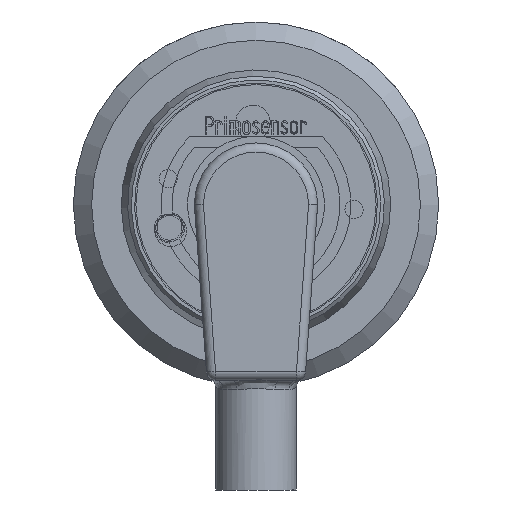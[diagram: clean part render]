
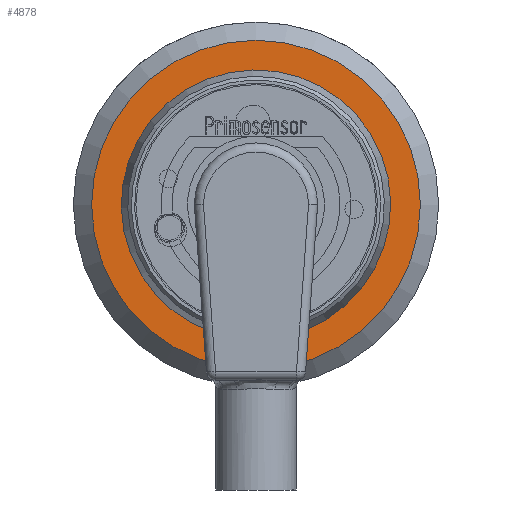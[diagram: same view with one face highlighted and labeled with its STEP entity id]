
A CAD part, front view. The second image highlights one B-rep face of the part: STEP entity #4878.
In plain terms, the highlighted planar face has unit normal (0, -1, 0).
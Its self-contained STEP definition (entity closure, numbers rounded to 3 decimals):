
#384=CIRCLE('',#6758,14.5);
#385=CIRCLE('',#6759,18.);
#636=ORIENTED_EDGE('',*,*,#1928,.T.);
#637=ORIENTED_EDGE('',*,*,#1929,.T.);
#1928=EDGE_CURVE('',#2574,#2574,#384,.F.);
#1929=EDGE_CURVE('',#2575,#2575,#385,.T.);
#2574=VERTEX_POINT('',#8804);
#2575=VERTEX_POINT('',#8806);
#3687=EDGE_LOOP('',(#636));
#3688=EDGE_LOOP('',(#637));
#4202=FACE_BOUND('',#3687,.T.);
#4203=FACE_BOUND('',#3688,.T.);
#4712=PLANE('',#6757);
#4878=ADVANCED_FACE('',(#4202,#4203),#4712,.T.);
#6757=AXIS2_PLACEMENT_3D('',#8802,#7350,#7351);
#6758=AXIS2_PLACEMENT_3D('',#8803,#7352,#7353);
#6759=AXIS2_PLACEMENT_3D('',#8805,#7354,#7355);
#7350=DIRECTION('',(0.,-1.,0.));
#7351=DIRECTION('',(0.,0.,-1.));
#7352=DIRECTION('',(0.,-1.,0.));
#7353=DIRECTION('',(0.,0.,-1.));
#7354=DIRECTION('',(0.,-1.,0.));
#7355=DIRECTION('',(0.,0.,-1.));
#8802=CARTESIAN_POINT('',(0.,0.,0.));
#8803=CARTESIAN_POINT('',(0.,0.,0.));
#8804=CARTESIAN_POINT('',(0.,0.,-14.5));
#8805=CARTESIAN_POINT('',(0.,0.,0.));
#8806=CARTESIAN_POINT('',(0.,0.,-18.));
